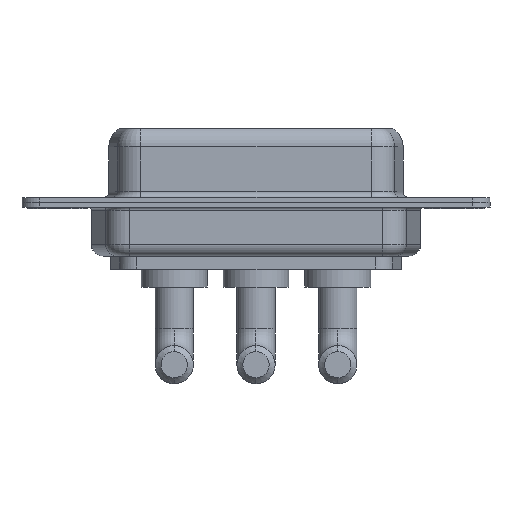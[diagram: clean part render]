
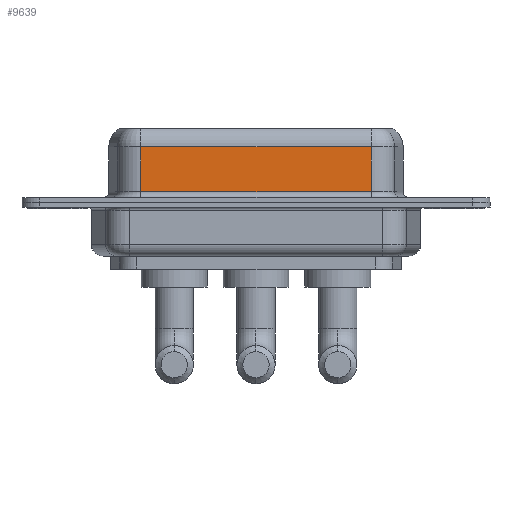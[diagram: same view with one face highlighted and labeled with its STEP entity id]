
A CAD part, front view. The second image highlights one B-rep face of the part: STEP entity #9639.
In plain terms, the highlighted planar face has unit normal (0, -1, 0).
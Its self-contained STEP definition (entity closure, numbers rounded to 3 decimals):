
#1214 = ORIENTED_EDGE ( 'NONE', *, *, #4243, .T. ) ;
#1435 = AXIS2_PLACEMENT_3D ( 'NONE', #9818, #3348, #5906 ) ;
#1733 = PLANE ( 'NONE',  #1435 ) ;
#1867 = VECTOR ( 'NONE', #8733, 1000. ) ;
#1893 = LINE ( 'NONE', #10239, #4173 ) ;
#1993 = ORIENTED_EDGE ( 'NONE', *, *, #6158, .T. ) ;
#2330 = CARTESIAN_POINT ( 'NONE',  ( 26.287, -3.95, 6.4 ) ) ;
#2450 = CARTESIAN_POINT ( 'NONE',  ( 26.287, -3.95, 0.9 ) ) ;
#2580 = LINE ( 'NONE', #3384, #7924 ) ;
#2585 = EDGE_CURVE ( 'NONE', #2689, #8766, #9860, .T. ) ;
#2689 = VERTEX_POINT ( 'NONE', #3340 ) ;
#3340 = CARTESIAN_POINT ( 'NONE',  ( 26.287, -3.95, 4.65 ) ) ;
#3348 = DIRECTION ( 'NONE',  ( 0., 1., 0. ) ) ;
#3384 = CARTESIAN_POINT ( 'NONE',  ( 26.287, -3.95, 4.65 ) ) ;
#3805 = DIRECTION ( 'NONE',  ( 0., 0., -1. ) ) ;
#4173 = VECTOR ( 'NONE', #3805, 1000. ) ;
#4243 = EDGE_CURVE ( 'NONE', #7457, #10359, #1893, .T. ) ;
#4573 = LINE ( 'NONE', #7019, #1867 ) ;
#5320 = ORIENTED_EDGE ( 'NONE', *, *, #2585, .F. ) ;
#5906 = DIRECTION ( 'NONE',  ( 0., 0., 1. ) ) ;
#6158 = EDGE_CURVE ( 'NONE', #10359, #8766, #4573, .T. ) ;
#6634 = DIRECTION ( 'NONE',  ( -1., 0., 0. ) ) ;
#7019 = CARTESIAN_POINT ( 'NONE',  ( 26.287, -3.95, 0.9 ) ) ;
#7457 = VERTEX_POINT ( 'NONE', #10255 ) ;
#7924 = VECTOR ( 'NONE', #6634, 1000. ) ;
#8310 = ORIENTED_EDGE ( 'NONE', *, *, #10167, .T. ) ;
#8733 = DIRECTION ( 'NONE',  ( 1., 0., 0. ) ) ;
#8766 = VERTEX_POINT ( 'NONE', #2450 ) ;
#8820 = EDGE_LOOP ( 'NONE', ( #5320, #8310, #1214, #1993 ) ) ;
#9634 = CARTESIAN_POINT ( 'NONE',  ( 7.013, -3.95, 0.9 ) ) ;
#9639 = ADVANCED_FACE ( 'NONE', ( #9921 ), #1733, .F. ) ;
#9808 = DIRECTION ( 'NONE',  ( 0., 0., -1. ) ) ;
#9818 = CARTESIAN_POINT ( 'NONE',  ( 26.287, -3.95, 6.4 ) ) ;
#9860 = LINE ( 'NONE', #2330, #10564 ) ;
#9921 = FACE_OUTER_BOUND ( 'NONE', #8820, .T. ) ;
#10167 = EDGE_CURVE ( 'NONE', #2689, #7457, #2580, .T. ) ;
#10239 = CARTESIAN_POINT ( 'NONE',  ( 7.013, -3.95, 6.4 ) ) ;
#10255 = CARTESIAN_POINT ( 'NONE',  ( 7.013, -3.95, 4.65 ) ) ;
#10359 = VERTEX_POINT ( 'NONE', #9634 ) ;
#10564 = VECTOR ( 'NONE', #9808, 1000. ) ;
